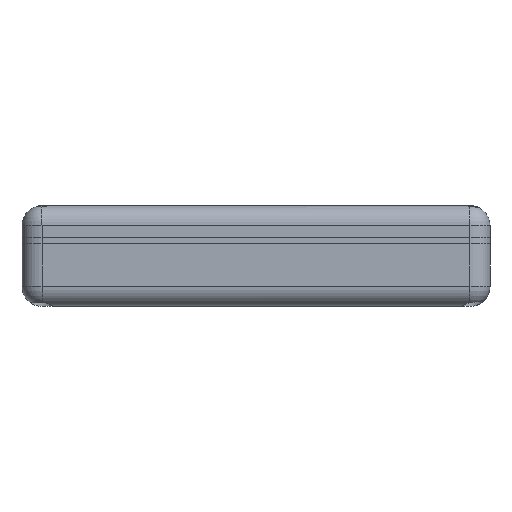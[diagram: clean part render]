
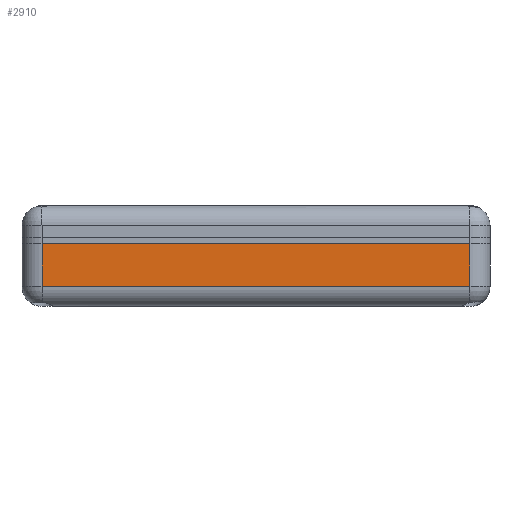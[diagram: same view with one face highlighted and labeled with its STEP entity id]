
A CAD part, left-side view. The second image highlights one B-rep face of the part: STEP entity #2910.
In plain terms, the highlighted planar face has unit normal (-1, 0, 0).
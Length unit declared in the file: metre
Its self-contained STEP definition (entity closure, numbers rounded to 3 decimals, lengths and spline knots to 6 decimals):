
#248=ORIENTED_EDGE('',*,*,#1067,.T.);
#249=ORIENTED_EDGE('',*,*,#1069,.T.);
#250=ORIENTED_EDGE('',*,*,#1070,.F.);
#251=ORIENTED_EDGE('',*,*,#1071,.T.);
#1067=EDGE_CURVE('',#1478,#1477,#1751,.T.);
#1069=EDGE_CURVE('',#1477,#1479,#1752,.F.);
#1070=EDGE_CURVE('',#1480,#1479,#1753,.T.);
#1071=EDGE_CURVE('',#1480,#1478,#1754,.T.);
#1477=VERTEX_POINT('',#4276);
#1478=VERTEX_POINT('',#4278);
#1479=VERTEX_POINT('',#4282);
#1480=VERTEX_POINT('',#4284);
#1751=LINE('',#4277,#2056);
#1752=LINE('',#4281,#2057);
#1753=LINE('',#4283,#2058);
#1754=LINE('',#4285,#2059);
#2056=VECTOR('',#3456,1.);
#2057=VECTOR('',#3461,1.);
#2058=VECTOR('',#3462,1.);
#2059=VECTOR('',#3463,1.);
#2353=EDGE_LOOP('',(#248,#249,#250,#251));
#2580=FACE_BOUND('',#2353,.T.);
#2796=PLANE('',#3137);
#2910=ADVANCED_FACE('',(#2580),#2796,.T.);
#3137=AXIS2_PLACEMENT_3D('',#4280,#3459,#3460);
#3456=DIRECTION('',(0.,0.,-1.));
#3459=DIRECTION('',(-1.,0.,0.));
#3460=DIRECTION('',(0.,0.,1.));
#3461=DIRECTION('',(0.,1.,0.));
#3462=DIRECTION('',(0.,0.,-1.));
#3463=DIRECTION('',(0.,1.,0.));
#4276=CARTESIAN_POINT('',(-0.05975,0.0535,0.005));
#4277=CARTESIAN_POINT('',(-0.05975,0.0535,0.003));
#4278=CARTESIAN_POINT('',(-0.05975,0.0535,0.01569));
#4280=CARTESIAN_POINT('',(-0.05975,0.,0.003));
#4281=CARTESIAN_POINT('',(-0.05975,-0.0535,0.005));
#4282=CARTESIAN_POINT('',(-0.05975,-0.0535,0.005));
#4283=CARTESIAN_POINT('',(-0.05975,-0.0535,0.003));
#4284=CARTESIAN_POINT('',(-0.05975,-0.0535,0.01569));
#4285=CARTESIAN_POINT('',(-0.05975,0.,0.01569));
